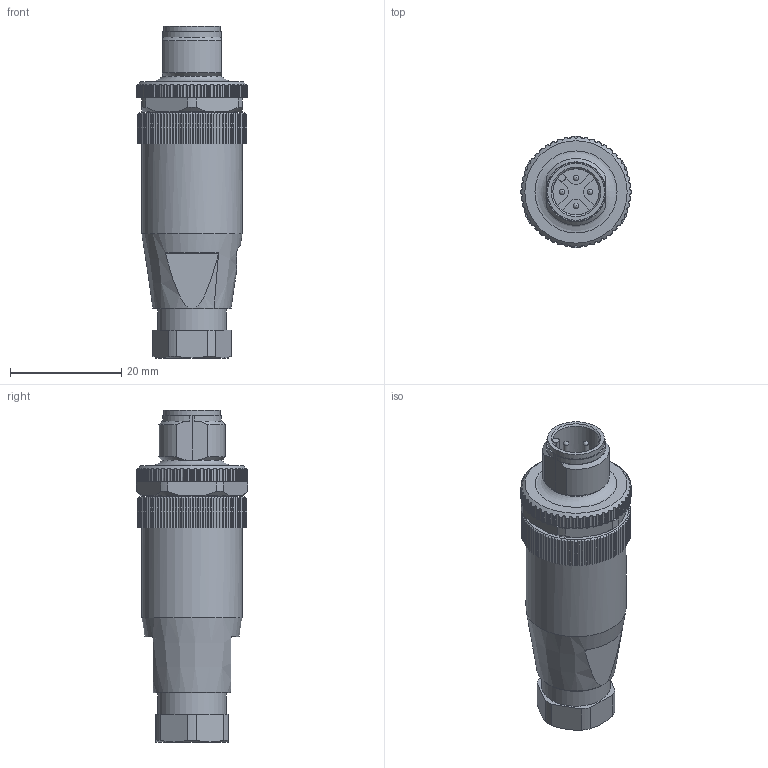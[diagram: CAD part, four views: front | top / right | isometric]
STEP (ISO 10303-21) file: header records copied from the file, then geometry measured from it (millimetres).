
FILE_DESCRIPTION(/* description */ ('STEP AP214'),/* implementation_level */ '2;1');
FILE_NAME(/* name */ '8162294_NECB-S-M12G4-C2',/* time_stamp */ '2024-09-12T21:20:38+02:00',/* author */ ('License CC BY-ND 4.0'),/* organization */ ('CADENAS'),/* preprocessor_version */ 'ST-DEVELOPER v19.3',/* originating_system */ 'PARTsolutions',/* authorisation */ ' ');
FILE_SCHEMA (('AUTOMOTIVE_DESIGN {1 0 10303 214 3 1 1}'));
Length unit declared in the file: millimetre
Products named in the file (1): 8162294 NECB-S-M12G4-C2---(400)
Bounding box: 19.8 x 19.99 x 59.6 mm (x, y, z)
Volume: 10766 mm3; surface area: 4763.7 mm2
Topology: 1 solids, 1 shells, 780 faces, 2255 edges, 1495 vertices
Faces by surface type: plane 379, cylinder 342, cone 36, torus 19, sphere 4
Full cylindrical faces by diameter (mm): 1 x4, 7 x1, 8.3 x1, 10.2 x1, 12.3 x1, 13.8 x1, 18 x1
Entity records: 31559 total; most frequent: CARTESIAN_POINT 6255, ORIENTED_EDGE 4438, DIRECTION 3825, EDGE_CURVE 2219, VERTEX_POINT 1482, AXIS2_PLACEMENT_3D 1384, LINE 1057, VECTOR 1057
